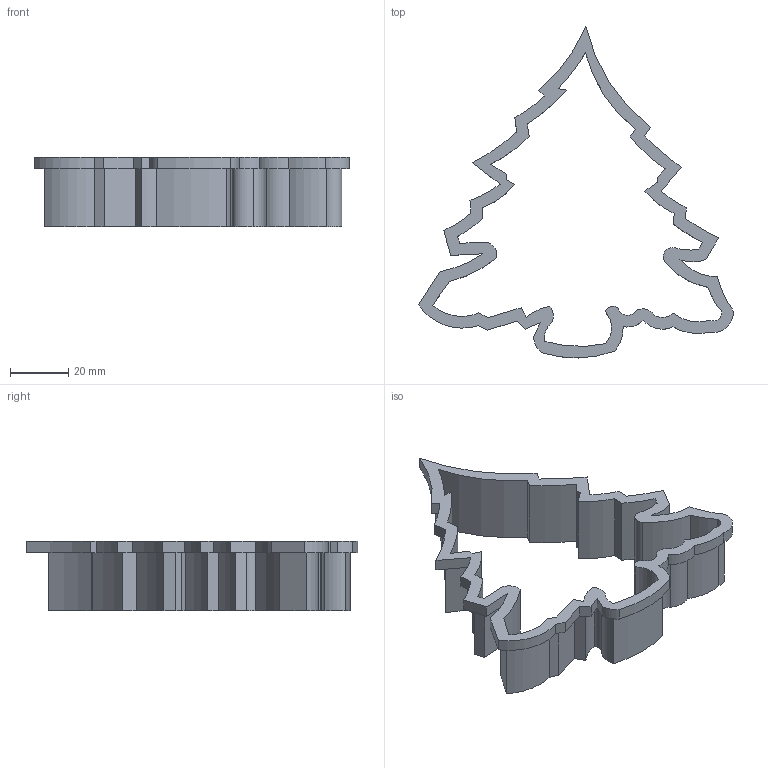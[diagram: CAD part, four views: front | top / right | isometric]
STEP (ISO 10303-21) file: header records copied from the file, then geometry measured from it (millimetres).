
FILE_DESCRIPTION( ( 'STEP AP214' ), ' ' );
FILE_NAME( 'psolqas11490455651.stp', '2015-12-23T10:49:04', ( '' ), ( '' ), ' ', 'PARTsolutions', ' ' );
FILE_SCHEMA( ( 'AUTOMOTIVE_DESIGN { 1 0 10303 214 1 1 1 1 }' ) );
Length unit declared in the file: metre
Products named in the file (1): _Christmass tree 1
Bounding box: 108.38 x 114.24 x 24 mm (x, y, z)
Volume: 15074.8 mm3; surface area: 23788.3 mm2
Topology: 1 solids, 1 shells, 130 faces, 381 edges, 254 vertices
Faces by surface type: cylinder 75, plane 55
Entity records: 5435 total; most frequent: DIRECTION 793, CARTESIAN_POINT 766, ORIENTED_EDGE 762, EDGE_CURVE 381, AXIS2_PLACEMENT_3D 281, VERTEX_POINT 254, LINE 231, VECTOR 231
